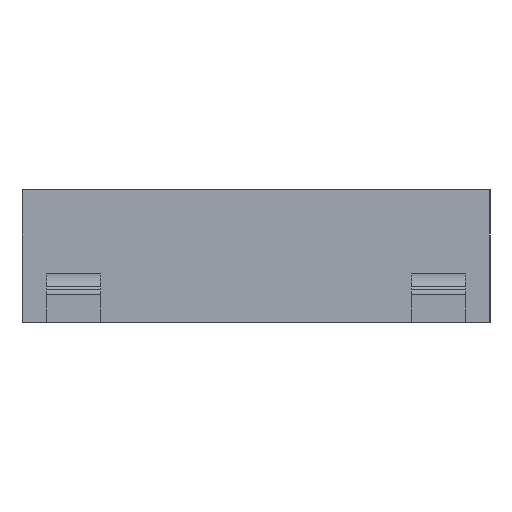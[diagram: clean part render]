
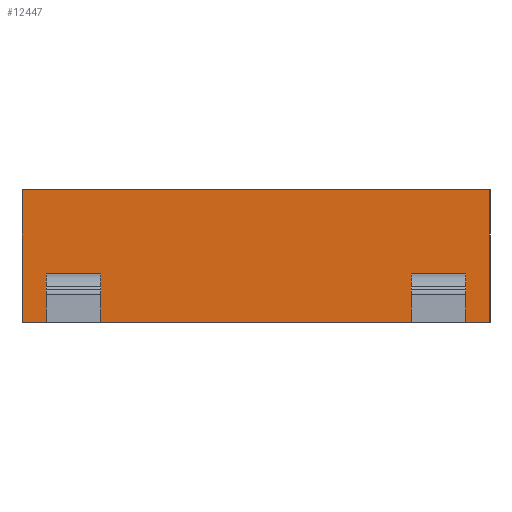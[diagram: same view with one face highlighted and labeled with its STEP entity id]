
A CAD part, front view. The second image highlights one B-rep face of the part: STEP entity #12447.
In plain terms, the highlighted planar face has unit normal (0, -1, 0).
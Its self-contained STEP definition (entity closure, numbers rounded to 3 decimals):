
#3 = CARTESIAN_POINT ( 'NONE',  ( 2.3, -2.275, 1.45 ) ) ;
#237 = CARTESIAN_POINT ( 'NONE',  ( 2.3, -2.275, 0.235 ) ) ;
#680 = ORIENTED_EDGE ( 'NONE', *, *, #8304, .T. ) ;
#1030 = VERTEX_POINT ( 'NONE', #17827 ) ;
#1074 = DIRECTION ( 'NONE',  ( 1., 0., 0. ) ) ;
#1246 = VERTEX_POINT ( 'NONE', #14383 ) ;
#1331 = ORIENTED_EDGE ( 'NONE', *, *, #18686, .F. ) ;
#1343 = DIRECTION ( 'NONE',  ( 1., 0., 0. ) ) ;
#1465 = VECTOR ( 'NONE', #1343, 1000. ) ;
#1481 = EDGE_CURVE ( 'NONE', #13643, #4382, #14340, .T. ) ;
#1806 = DIRECTION ( 'NONE',  ( 0., 0., 1. ) ) ;
#1819 = EDGE_CURVE ( 'NONE', #10535, #1824, #16075, .T. ) ;
#1824 = VERTEX_POINT ( 'NONE', #10302 ) ;
#2104 = LINE ( 'NONE', #5179, #10902 ) ;
#2267 = EDGE_CURVE ( 'NONE', #1246, #13643, #2104, .T. ) ;
#2433 = CARTESIAN_POINT ( 'NONE',  ( 2.3, -2.275, 0.535 ) ) ;
#2490 = CARTESIAN_POINT ( 'NONE',  ( 2.565, -2.275, 1.45 ) ) ;
#2521 = CARTESIAN_POINT ( 'NONE',  ( -2.565, -2.275, 0.535 ) ) ;
#2601 = CARTESIAN_POINT ( 'NONE',  ( -2.3, -2.275, 0.235 ) ) ;
#2814 = VERTEX_POINT ( 'NONE', #2601 ) ;
#2934 = LINE ( 'NONE', #18558, #18037 ) ;
#3780 = VERTEX_POINT ( 'NONE', #2490 ) ;
#3876 = ORIENTED_EDGE ( 'NONE', *, *, #14067, .F. ) ;
#4105 = DIRECTION ( 'NONE',  ( 1., 0., 0. ) ) ;
#4106 = EDGE_CURVE ( 'NONE', #1824, #15582, #4275, .T. ) ;
#4275 = LINE ( 'NONE', #7553, #1465 ) ;
#4382 = VERTEX_POINT ( 'NONE', #17659 ) ;
#4434 = CARTESIAN_POINT ( 'NONE',  ( -2.565, -2.275, 0.535 ) ) ;
#4443 = LINE ( 'NONE', #14174, #8860 ) ;
#4461 = LINE ( 'NONE', #17151, #16226 ) ;
#5179 = CARTESIAN_POINT ( 'NONE',  ( -1.7, -2.275, 1.45 ) ) ;
#5283 = VECTOR ( 'NONE', #15095, 1000. ) ;
#5811 = VERTEX_POINT ( 'NONE', #15600 ) ;
#5887 = ORIENTED_EDGE ( 'NONE', *, *, #14222, .F. ) ;
#5979 = DIRECTION ( 'NONE',  ( 0., 0., -1. ) ) ;
#6056 = VECTOR ( 'NONE', #17093, 1000. ) ;
#6105 = ORIENTED_EDGE ( 'NONE', *, *, #12946, .F. ) ;
#6893 = CARTESIAN_POINT ( 'NONE',  ( -2.565, -2.275, 1.45 ) ) ;
#6918 = FACE_OUTER_BOUND ( 'NONE', #7951, .T. ) ;
#7031 = CARTESIAN_POINT ( 'NONE',  ( -2.565, -2.275, 1.45 ) ) ;
#7254 = ORIENTED_EDGE ( 'NONE', *, *, #10726, .T. ) ;
#7439 = EDGE_LOOP ( 'NONE', ( #9635, #6105, #680, #15368 ) ) ;
#7553 = CARTESIAN_POINT ( 'NONE',  ( -2.565, -2.275, 0. ) ) ;
#7951 = EDGE_LOOP ( 'NONE', ( #18593, #18425, #12503, #9905 ) ) ;
#7964 = DIRECTION ( 'NONE',  ( 0., 0., 1. ) ) ;
#7994 = FACE_BOUND ( 'NONE', #15565, .T. ) ;
#8304 = EDGE_CURVE ( 'NONE', #2814, #4382, #2934, .T. ) ;
#8361 = PLANE ( 'NONE',  #8913 ) ;
#8680 = DIRECTION ( 'NONE',  ( -1., 0., 0. ) ) ;
#8860 = VECTOR ( 'NONE', #1074, 1000. ) ;
#8913 = AXIS2_PLACEMENT_3D ( 'NONE', #15514, #14191, #15330 ) ;
#9377 = LINE ( 'NONE', #15097, #9668 ) ;
#9635 = ORIENTED_EDGE ( 'NONE', *, *, #2267, .F. ) ;
#9668 = VECTOR ( 'NONE', #1806, 1000. ) ;
#9804 = FACE_BOUND ( 'NONE', #7439, .T. ) ;
#9889 = CARTESIAN_POINT ( 'NONE',  ( -1.7, -2.275, 0.535 ) ) ;
#9905 = ORIENTED_EDGE ( 'NONE', *, *, #1819, .T. ) ;
#10117 = LINE ( 'NONE', #3, #17118 ) ;
#10302 = CARTESIAN_POINT ( 'NONE',  ( -2.565, -2.275, 0. ) ) ;
#10535 = VERTEX_POINT ( 'NONE', #6893 ) ;
#10726 = EDGE_CURVE ( 'NONE', #5811, #1030, #9377, .T. ) ;
#10902 = VECTOR ( 'NONE', #7964, 1000. ) ;
#11156 = VECTOR ( 'NONE', #5979, 1000. ) ;
#11668 = CARTESIAN_POINT ( 'NONE',  ( 2.565, -2.275, 1.45 ) ) ;
#12406 = CARTESIAN_POINT ( 'NONE',  ( 2.565, -2.275, 0. ) ) ;
#12447 = ADVANCED_FACE ( 'NONE', ( #9804, #6918, #7994 ), #8361, .F. ) ;
#12503 = ORIENTED_EDGE ( 'NONE', *, *, #18103, .F. ) ;
#12946 = EDGE_CURVE ( 'NONE', #2814, #1246, #4461, .T. ) ;
#13373 = DIRECTION ( 'NONE',  ( 0., 0., 1. ) ) ;
#13430 = DIRECTION ( 'NONE',  ( 0., 0., -1. ) ) ;
#13643 = VERTEX_POINT ( 'NONE', #9889 ) ;
#13915 = VERTEX_POINT ( 'NONE', #237 ) ;
#14067 = EDGE_CURVE ( 'NONE', #16413, #1030, #18314, .T. ) ;
#14174 = CARTESIAN_POINT ( 'NONE',  ( -2.565, -2.275, 0.235 ) ) ;
#14191 = DIRECTION ( 'NONE',  ( 0., 1., 0. ) ) ;
#14222 = EDGE_CURVE ( 'NONE', #13915, #16413, #10117, .T. ) ;
#14262 = VECTOR ( 'NONE', #8680, 1000. ) ;
#14340 = LINE ( 'NONE', #4434, #14262 ) ;
#14383 = CARTESIAN_POINT ( 'NONE',  ( -1.7, -2.275, 0.235 ) ) ;
#14853 = CARTESIAN_POINT ( 'NONE',  ( -2.565, -2.275, 1.45 ) ) ;
#15095 = DIRECTION ( 'NONE',  ( -1., 0., 0. ) ) ;
#15097 = CARTESIAN_POINT ( 'NONE',  ( 1.7, -2.275, 1.45 ) ) ;
#15165 = EDGE_CURVE ( 'NONE', #3780, #15582, #17576, .T. ) ;
#15330 = DIRECTION ( 'NONE',  ( 0., 0., 1. ) ) ;
#15368 = ORIENTED_EDGE ( 'NONE', *, *, #1481, .F. ) ;
#15514 = CARTESIAN_POINT ( 'NONE',  ( -2.565, -2.275, 1.45 ) ) ;
#15565 = EDGE_LOOP ( 'NONE', ( #5887, #1331, #7254, #3876 ) ) ;
#15582 = VERTEX_POINT ( 'NONE', #12406 ) ;
#15600 = CARTESIAN_POINT ( 'NONE',  ( 1.7, -2.275, 0.235 ) ) ;
#16075 = LINE ( 'NONE', #14853, #16886 ) ;
#16226 = VECTOR ( 'NONE', #4105, 1000. ) ;
#16413 = VERTEX_POINT ( 'NONE', #2433 ) ;
#16886 = VECTOR ( 'NONE', #13430, 1000. ) ;
#17093 = DIRECTION ( 'NONE',  ( 1., 0., 0. ) ) ;
#17118 = VECTOR ( 'NONE', #17365, 1000. ) ;
#17151 = CARTESIAN_POINT ( 'NONE',  ( -2.565, -2.275, 0.235 ) ) ;
#17365 = DIRECTION ( 'NONE',  ( 0., 0., 1. ) ) ;
#17576 = LINE ( 'NONE', #11668, #11156 ) ;
#17659 = CARTESIAN_POINT ( 'NONE',  ( -2.3, -2.275, 0.535 ) ) ;
#17827 = CARTESIAN_POINT ( 'NONE',  ( 1.7, -2.275, 0.535 ) ) ;
#18037 = VECTOR ( 'NONE', #13373, 1000. ) ;
#18103 = EDGE_CURVE ( 'NONE', #10535, #3780, #18508, .T. ) ;
#18314 = LINE ( 'NONE', #2521, #5283 ) ;
#18425 = ORIENTED_EDGE ( 'NONE', *, *, #15165, .F. ) ;
#18508 = LINE ( 'NONE', #7031, #6056 ) ;
#18558 = CARTESIAN_POINT ( 'NONE',  ( -2.3, -2.275, 1.45 ) ) ;
#18593 = ORIENTED_EDGE ( 'NONE', *, *, #4106, .T. ) ;
#18686 = EDGE_CURVE ( 'NONE', #5811, #13915, #4443, .T. ) ;
